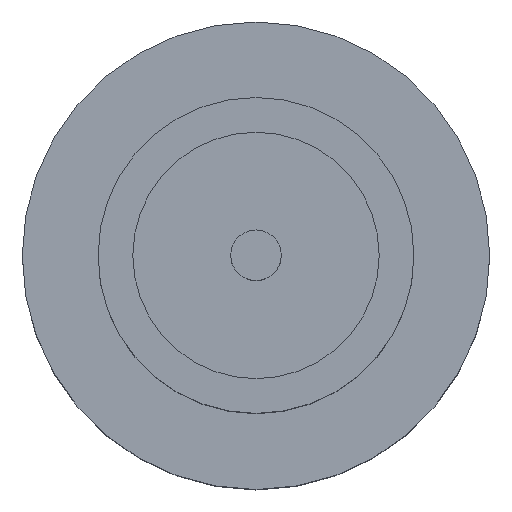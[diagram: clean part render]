
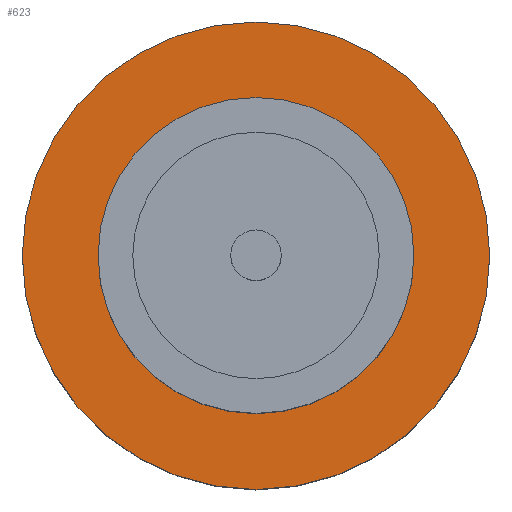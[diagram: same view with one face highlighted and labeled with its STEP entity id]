
A CAD part, top view. The second image highlights one B-rep face of the part: STEP entity #623.
In plain terms, the highlighted planar face has unit normal (0, 0, 1).
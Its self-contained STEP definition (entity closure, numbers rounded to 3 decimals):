
#10 = ORIENTED_EDGE ( 'NONE', *, *, #87, .F. ) ;
#16 = AXIS2_PLACEMENT_3D ( 'NONE', #205, #76, #482 ) ;
#27 = DIRECTION ( 'NONE',  ( 1., 0., 0. ) ) ;
#56 = AXIS2_PLACEMENT_3D ( 'NONE', #809, #685, #766 ) ;
#76 = DIRECTION ( 'NONE',  ( 0., 0., 1. ) ) ;
#81 = AXIS2_PLACEMENT_3D ( 'NONE', #515, #236, #513 ) ;
#87 = EDGE_CURVE ( 'NONE', #856, #122, #615, .T. ) ;
#100 = DIRECTION ( 'NONE',  ( 0., 0., 1. ) ) ;
#106 = CIRCLE ( 'NONE', #16, 1.25 ) ;
#122 = VERTEX_POINT ( 'NONE', #177 ) ;
#177 = CARTESIAN_POINT ( 'NONE',  ( 1.25, 0., 1.55 ) ) ;
#205 = CARTESIAN_POINT ( 'NONE',  ( 0., 0., 1.55 ) ) ;
#230 = CARTESIAN_POINT ( 'NONE',  ( 0., 0., 1.55 ) ) ;
#236 = DIRECTION ( 'NONE',  ( 0., 0., 1. ) ) ;
#279 = CARTESIAN_POINT ( 'NONE',  ( 0., 0., 1.55 ) ) ;
#336 = CARTESIAN_POINT ( 'NONE',  ( -1.85, 0., 1.55 ) ) ;
#358 = PLANE ( 'NONE',  #667 ) ;
#362 = CIRCLE ( 'NONE', #56, 1.85 ) ;
#441 = EDGE_LOOP ( 'NONE', ( #562, #571 ) ) ;
#482 = DIRECTION ( 'NONE',  ( 1., 0., 0. ) ) ;
#493 = FACE_BOUND ( 'NONE', #528, .T. ) ;
#494 = DIRECTION ( 'NONE',  ( 0., 0., 1. ) ) ;
#500 = ORIENTED_EDGE ( 'NONE', *, *, #603, .F. ) ;
#508 = EDGE_CURVE ( 'NONE', #756, #512, #818, .T. ) ;
#512 = VERTEX_POINT ( 'NONE', #639 ) ;
#513 = DIRECTION ( 'NONE',  ( 1., 0., 0. ) ) ;
#515 = CARTESIAN_POINT ( 'NONE',  ( 0., 0., 1.55 ) ) ;
#528 = EDGE_LOOP ( 'NONE', ( #500, #10 ) ) ;
#562 = ORIENTED_EDGE ( 'NONE', *, *, #508, .T. ) ;
#571 = ORIENTED_EDGE ( 'NONE', *, *, #778, .T. ) ;
#603 = EDGE_CURVE ( 'NONE', #122, #856, #106, .T. ) ;
#615 = CIRCLE ( 'NONE', #669, 1.25 ) ;
#623 = ADVANCED_FACE ( 'NONE', ( #493, #826 ), #358, .T. ) ;
#624 = CARTESIAN_POINT ( 'NONE',  ( -1.25, 0., 1.55 ) ) ;
#639 = CARTESIAN_POINT ( 'NONE',  ( 1.85, 0., 1.55 ) ) ;
#667 = AXIS2_PLACEMENT_3D ( 'NONE', #279, #494, #27 ) ;
#669 = AXIS2_PLACEMENT_3D ( 'NONE', #230, #100, #773 ) ;
#685 = DIRECTION ( 'NONE',  ( 0., 0., 1. ) ) ;
#756 = VERTEX_POINT ( 'NONE', #336 ) ;
#766 = DIRECTION ( 'NONE',  ( 1., 0., 0. ) ) ;
#773 = DIRECTION ( 'NONE',  ( 1., 0., 0. ) ) ;
#778 = EDGE_CURVE ( 'NONE', #512, #756, #362, .T. ) ;
#809 = CARTESIAN_POINT ( 'NONE',  ( 0., 0., 1.55 ) ) ;
#818 = CIRCLE ( 'NONE', #81, 1.85 ) ;
#826 = FACE_OUTER_BOUND ( 'NONE', #441, .T. ) ;
#856 = VERTEX_POINT ( 'NONE', #624 ) ;
